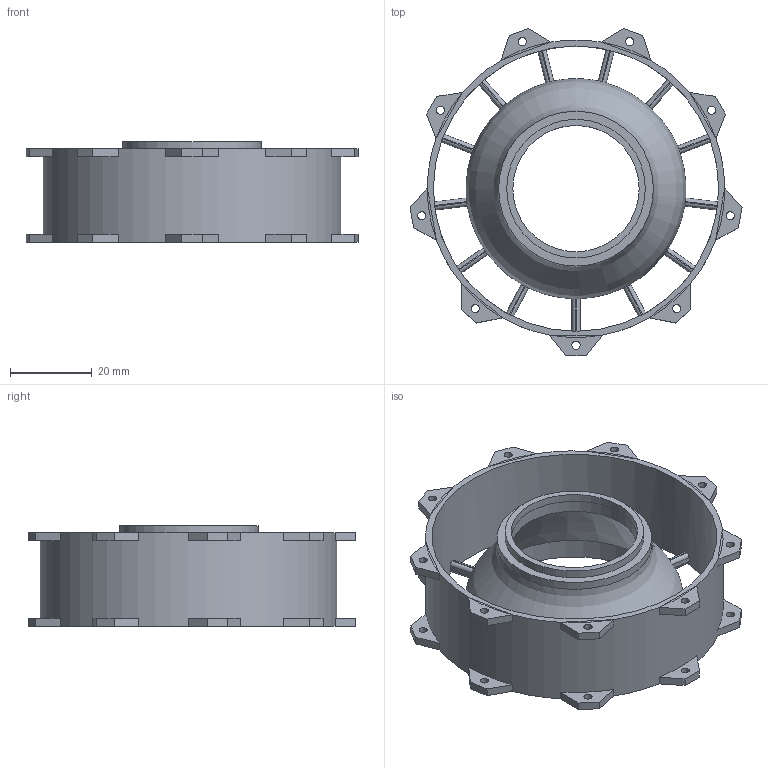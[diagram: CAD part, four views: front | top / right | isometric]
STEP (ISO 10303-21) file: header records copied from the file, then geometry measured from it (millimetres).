
FILE_DESCRIPTION(('FreeCAD Model'),'2;1');
FILE_NAME('Open CASCADE Shape Model','2024-05-09T14:24:16',('Author'),( ''),'Open CASCADE STEP processor 7.6','FreeCAD','Unknown');
FILE_SCHEMA(('AUTOMOTIVE_DESIGN { 1 0 10303 214 1 1 1 1 }'));
Length unit declared in the file: millimetre
Products named in the file (2): Exhaust-Reducer; Body060
Assembly tree (1 placements, depth 2):
  Exhaust-Reducer
    Body060
Bounding box: 81.46 x 80.22 x 24.72 mm (x, y, z)
Volume: 20032.9 mm3; surface area: 21549.5 mm2
Topology: 1 solids, 1 shells, 363 faces, 901 edges, 516 vertices
Faces by surface type: plane 196, cylinder 126, bspline 39, revolution 1, cone 1
Full cylindrical faces by diameter (mm): 2 x18, 31 x2, 34 x1, 38 x1, 48 x1, 70 x1, 73 x1
Entity records: 12164 total; most frequent: CARTESIAN_POINT 3904, ORIENTED_EDGE 1802, DIRECTION 1604, EDGE_CURVE 901, AXIS2_PLACEMENT_3D 576, VERTEX_POINT 516, LINE 451, VECTOR 451
